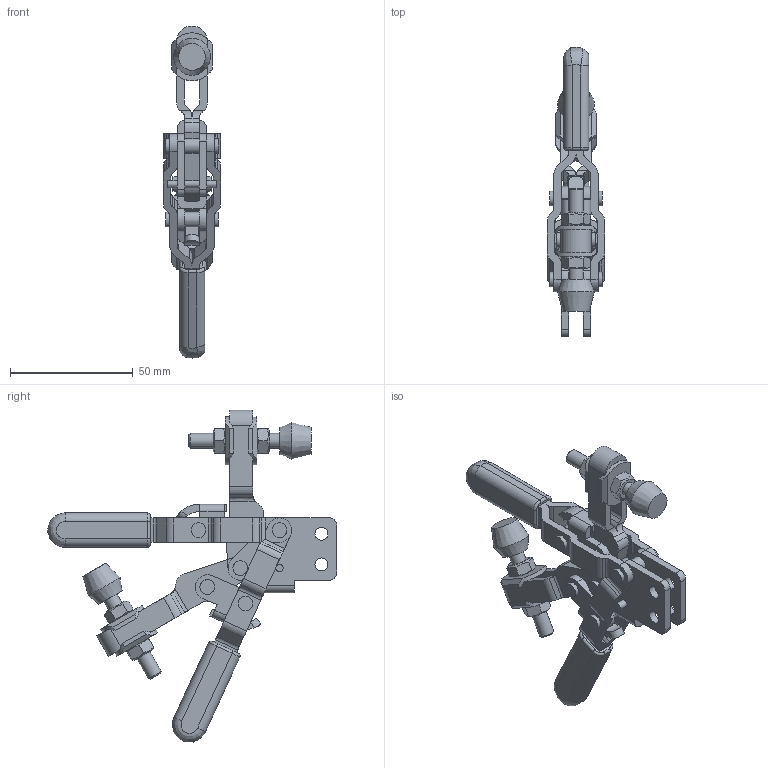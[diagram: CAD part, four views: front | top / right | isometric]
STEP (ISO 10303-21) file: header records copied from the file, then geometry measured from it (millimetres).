
FILE_DESCRIPTION((''),'2;1');
FILE_NAME('TD_2_02_UB_TUENKERS.stp','2011-02-04T10:25:00',('huberm'),(''),'Autodesk Inventor 2010','Autodesk Inventor 2010','');
FILE_SCHEMA(('AUTOMOTIVE_DESIGN { 1 0 10303 214 1 1 1 1 }'));
Length unit declared in the file: millimetre
Products named in the file (1): Bauteil3
Bounding box: 23.25 x 118 x 135.42 mm (x, y, z)
Volume: 45980.1 mm3; surface area: 27569 mm2
Topology: 1 solids, 1 shells, 467 faces, 1271 edges, 810 vertices
Faces by surface type: plane 214, cylinder 136, bspline 95, cone 14, torus 8
Full cylindrical faces by diameter (mm): 3 x3, 5.3 x4, 6 x21
Entity records: 15923 total; most frequent: CARTESIAN_POINT 3916, ORIENTED_EDGE 2430, DIRECTION 2347, EDGE_CURVE 1215, AXIS2_PLACEMENT_3D 831, VERTEX_POINT 796, VECTOR 685, LINE 685
